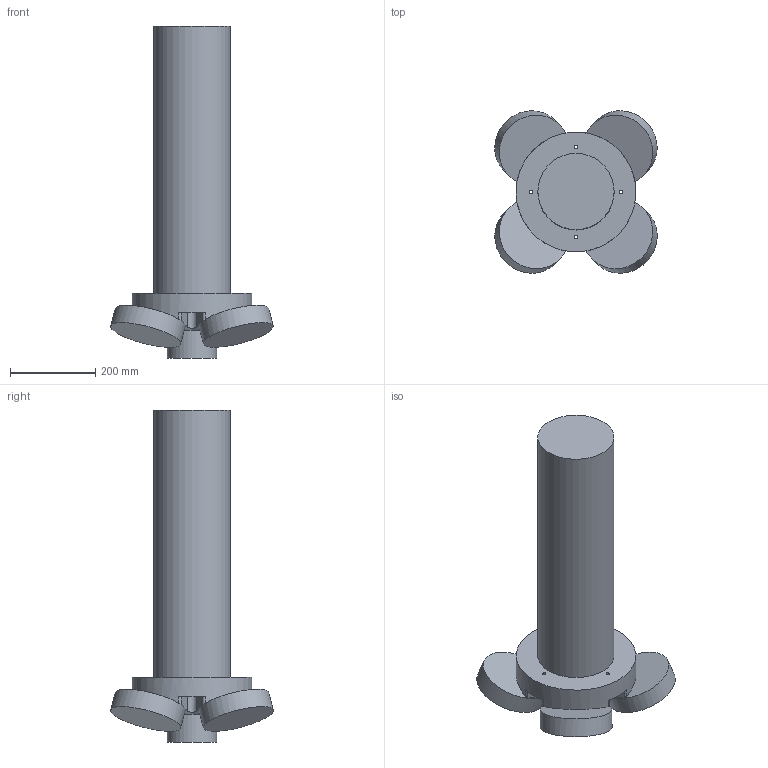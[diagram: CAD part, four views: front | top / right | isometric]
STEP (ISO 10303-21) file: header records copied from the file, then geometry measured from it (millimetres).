
FILE_DESCRIPTION(/* description */ ('STEP AP242','CAx-IF Rec.Pracs.---Representation and Presentation of Product Manufacturing Information (PMI)---4.0---2014-10-13','CAx-IF Rec.Pracs.---3D Tessellated Geometry---0.4---2014-09-14','2;1'),/* implementation_level */ '2;1');
FILE_NAME(/* name */ '67afcf9127861a25bfd8746a',/* time_stamp */ '2025-02-14T23:19:45Z',/* author */ (''),/* organization */ (''),/* preprocessor_version */ 'ST-DEVELOPER v20',/* originating_system */ 'ONSHAPE BY PTC INC, 1.193',/* authorisation */ ' ');
FILE_SCHEMA (('AP242_MANAGED_MODEL_BASED_3D_ENGINEERING_MIM_LF { 1 0 10303 442 1 1 4 }'));
Length unit declared in the file: metre
Products named in the file (1): ADCP
Bounding box: 380.84 x 380.86 x 778.5 mm (x, y, z)
Volume: 24794410.6 mm3; surface area: 760864.9 mm2
Topology: 1 solids, 1 shells, 55 faces, 145 edges, 94 vertices
Faces by surface type: plane 32, cylinder 23
Full cylindrical faces by diameter (mm): 7.938 x4, 116 x1, 169 x4, 178.89 x1, 280.89 x1
Entity records: 1647 total; most frequent: DIRECTION 298, CARTESIAN_POINT 266, ORIENTED_EDGE 250, EDGE_CURVE 125, AXIS2_PLACEMENT_3D 117, VERTEX_POINT 85, EDGE_LOOP 76, FACE_BOUND 76
